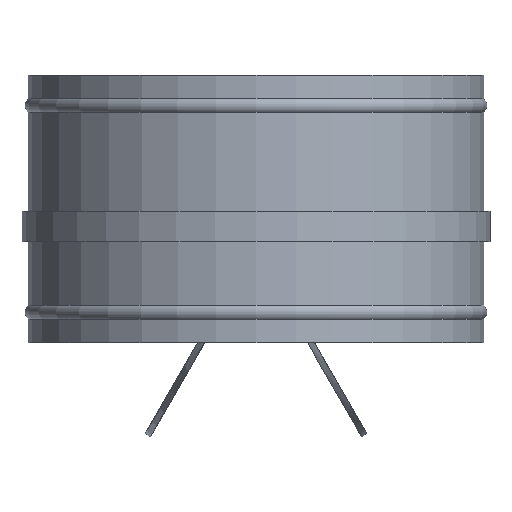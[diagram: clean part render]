
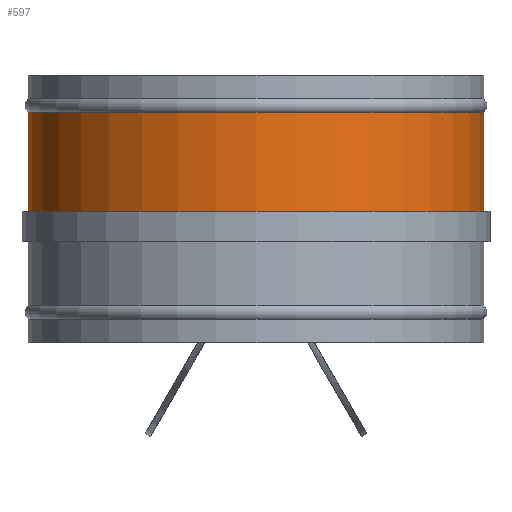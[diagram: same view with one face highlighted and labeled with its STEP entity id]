
A CAD part, front view. The second image highlights one B-rep face of the part: STEP entity #597.
In plain terms, the highlighted cylindrical face has radius 75 mm (diameter 150 mm), a partial arc.
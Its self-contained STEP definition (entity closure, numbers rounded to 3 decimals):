
#12 = VERTEX_POINT ( 'NONE', #26 ) ;
#19 = CIRCLE ( 'NONE', #335, 75. ) ;
#26 = CARTESIAN_POINT ( 'NONE',  ( 75., 0., 31.764 ) ) ;
#38 = DIRECTION ( 'NONE',  ( 0., 0., 1. ) ) ;
#53 = AXIS2_PLACEMENT_3D ( 'NONE', #821, #898, #892 ) ;
#78 = EDGE_CURVE ( 'NONE', #233, #913, #84, .T. ) ;
#84 = CIRCLE ( 'NONE', #53, 75. ) ;
#97 = DIRECTION ( 'NONE',  ( 0., 0., 1. ) ) ;
#148 = ORIENTED_EDGE ( 'NONE', *, *, #661, .T. ) ;
#233 = VERTEX_POINT ( 'NONE', #722 ) ;
#258 = ORIENTED_EDGE ( 'NONE', *, *, #78, .T. ) ;
#276 = CARTESIAN_POINT ( 'NONE',  ( -75., 0., 0. ) ) ;
#335 = AXIS2_PLACEMENT_3D ( 'NONE', #519, #97, #517 ) ;
#340 = VERTEX_POINT ( 'NONE', #508 ) ;
#349 = AXIS2_PLACEMENT_3D ( 'NONE', #654, #875, #825 ) ;
#385 = FACE_OUTER_BOUND ( 'NONE', #924, .T. ) ;
#448 = CARTESIAN_POINT ( 'NONE',  ( 75., 0., 0. ) ) ;
#503 = VECTOR ( 'NONE', #38, 1000. ) ;
#508 = CARTESIAN_POINT ( 'NONE',  ( -75., 0., 31.764 ) ) ;
#517 = DIRECTION ( 'NONE',  ( 1., 0., 0. ) ) ;
#519 = CARTESIAN_POINT ( 'NONE',  ( 0., 0., 31.764 ) ) ;
#597 = ADVANCED_FACE ( 'NONE', ( #385 ), #925, .T. ) ;
#598 = VECTOR ( 'NONE', #701, 1000. ) ;
#654 = CARTESIAN_POINT ( 'NONE',  ( 0., 0., 0. ) ) ;
#661 = EDGE_CURVE ( 'NONE', #913, #12, #885, .T. ) ;
#701 = DIRECTION ( 'NONE',  ( 0., 0., 1. ) ) ;
#715 = CARTESIAN_POINT ( 'NONE',  ( 75., 0., -0.78 ) ) ;
#722 = CARTESIAN_POINT ( 'NONE',  ( -75., 0., -0.78 ) ) ;
#759 = EDGE_CURVE ( 'NONE', #233, #340, #828, .T. ) ;
#788 = ORIENTED_EDGE ( 'NONE', *, *, #759, .F. ) ;
#821 = CARTESIAN_POINT ( 'NONE',  ( 0., 0., -0.78 ) ) ;
#825 = DIRECTION ( 'NONE',  ( 1., 0., 0. ) ) ;
#828 = LINE ( 'NONE', #276, #598 ) ;
#829 = EDGE_CURVE ( 'NONE', #340, #12, #19, .T. ) ;
#875 = DIRECTION ( 'NONE',  ( 0., 0., 1. ) ) ;
#885 = LINE ( 'NONE', #448, #503 ) ;
#892 = DIRECTION ( 'NONE',  ( 1., 0., 0. ) ) ;
#898 = DIRECTION ( 'NONE',  ( 0., 0., 1. ) ) ;
#913 = VERTEX_POINT ( 'NONE', #715 ) ;
#924 = EDGE_LOOP ( 'NONE', ( #788, #258, #148, #927 ) ) ;
#925 = CYLINDRICAL_SURFACE ( 'NONE', #349, 75. ) ;
#927 = ORIENTED_EDGE ( 'NONE', *, *, #829, .F. ) ;
